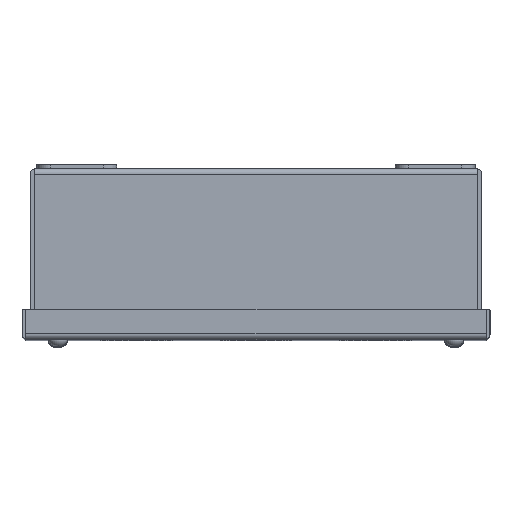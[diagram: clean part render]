
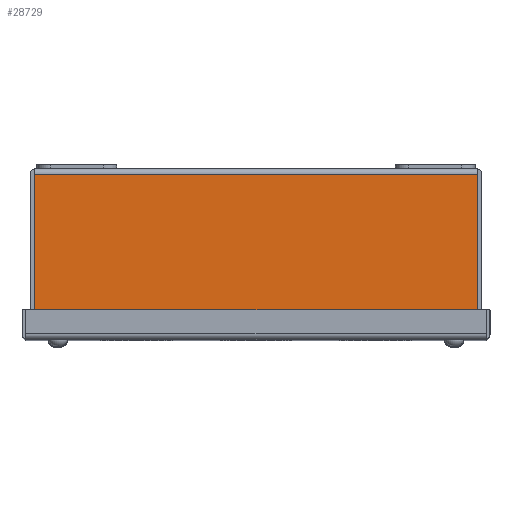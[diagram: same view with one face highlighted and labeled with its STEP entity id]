
A CAD part, top view. The second image highlights one B-rep face of the part: STEP entity #28729.
In plain terms, the highlighted planar face has unit normal (0, 0, 1).
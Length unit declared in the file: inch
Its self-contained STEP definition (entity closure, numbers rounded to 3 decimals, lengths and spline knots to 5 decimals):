
#702 = DIRECTION ( 'NONE',  ( 1., 0., 0. ) ) ;
#2057 = VERTEX_POINT ( 'NONE', #24314 ) ;
#2912 = ORIENTED_EDGE ( 'NONE', *, *, #4734, .T. ) ;
#4728 = VECTOR ( 'NONE', #19643, 39.37008 ) ;
#4734 = EDGE_CURVE ( 'NONE', #9752, #2057, #8868, .T. ) ;
#5095 = LINE ( 'NONE', #21117, #18445 ) ;
#5547 = VECTOR ( 'NONE', #20508, 39.37008 ) ;
#6844 = DIRECTION ( 'NONE',  ( 0., 0., -1. ) ) ;
#8868 = LINE ( 'NONE', #28983, #27122 ) ;
#8910 = FACE_OUTER_BOUND ( 'NONE', #10142, .T. ) ;
#9055 = CARTESIAN_POINT ( 'NONE',  ( 4.17721, 39.37008, 5.875 ) ) ;
#9752 = VERTEX_POINT ( 'NONE', #24513 ) ;
#10142 = EDGE_LOOP ( 'NONE', ( #19151, #17347, #13923, #2912 ) ) ;
#10539 = CARTESIAN_POINT ( 'NONE',  ( 29.156, -2.892, 5.875 ) ) ;
#10787 = DIRECTION ( 'NONE',  ( 0., -1., 0. ) ) ;
#12753 = LINE ( 'NONE', #10539, #4728 ) ;
#12910 = EDGE_CURVE ( 'NONE', #9752, #28920, #5095, .T. ) ;
#13185 = CARTESIAN_POINT ( 'NONE',  ( 29.156, 0., 5.875 ) ) ;
#13923 = ORIENTED_EDGE ( 'NONE', *, *, #12910, .F. ) ;
#15051 = CARTESIAN_POINT ( 'NONE',  ( 4.17721, -0.108, 5.875 ) ) ;
#15444 = EDGE_CURVE ( 'NONE', #22401, #2057, #12753, .T. ) ;
#16412 = AXIS2_PLACEMENT_3D ( 'NONE', #13185, #6844, #22431 ) ;
#17347 = ORIENTED_EDGE ( 'NONE', *, *, #22042, .F. ) ;
#17879 = PLANE ( 'NONE',  #16412 ) ;
#18445 = VECTOR ( 'NONE', #702, 39.37008 ) ;
#19151 = ORIENTED_EDGE ( 'NONE', *, *, #15444, .F. ) ;
#19643 = DIRECTION ( 'NONE',  ( -1., 0., 0. ) ) ;
#20039 = CARTESIAN_POINT ( 'NONE',  ( 4.17721, -2.892, 5.875 ) ) ;
#20226 = LINE ( 'NONE', #9055, #5547 ) ;
#20508 = DIRECTION ( 'NONE',  ( 0., -1., 0. ) ) ;
#21117 = CARTESIAN_POINT ( 'NONE',  ( -4.142, -0.108, 5.875 ) ) ;
#22042 = EDGE_CURVE ( 'NONE', #28920, #22401, #20226, .T. ) ;
#22401 = VERTEX_POINT ( 'NONE', #20039 ) ;
#22431 = DIRECTION ( 'NONE',  ( -1., 0., 0. ) ) ;
#24314 = CARTESIAN_POINT ( 'NONE',  ( -4.17721, -2.892, 5.875 ) ) ;
#24513 = CARTESIAN_POINT ( 'NONE',  ( -4.17721, -0.108, 5.875 ) ) ;
#27122 = VECTOR ( 'NONE', #10787, 39.37008 ) ;
#28729 = ADVANCED_FACE ( 'NONE', ( #8910 ), #17879, .F. ) ;
#28920 = VERTEX_POINT ( 'NONE', #15051 ) ;
#28983 = CARTESIAN_POINT ( 'NONE',  ( -4.17721, 39.37008, 5.875 ) ) ;
